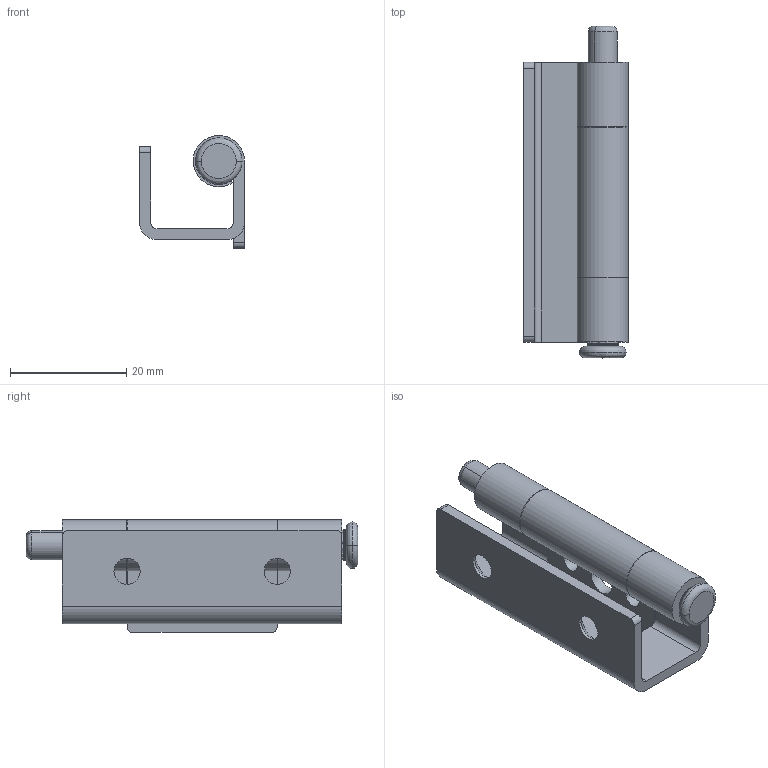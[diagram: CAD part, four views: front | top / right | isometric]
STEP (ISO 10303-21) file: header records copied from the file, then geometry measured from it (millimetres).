
FILE_DESCRIPTION(/* description */ (''),/* implementation_level */ '2;1');
FILE_NAME(/* name */ 'JL237-2',/* time_stamp */ '2024-09-18T10:30:27+08:00',/* author */ (''),/* organization */ (''),/* preprocessor_version */ 'ST-DEVELOPER v19.2',/* originating_system */ 'Rhino 8.5',/* authorisation */ '');
FILE_SCHEMA (('CONFIG_CONTROL_DESIGN'));
Length unit declared in the file: millimetre
Products named in the file (1): Document
Bounding box: 18 x 57 x 19.4 mm (x, y, z)
Volume: 6394.2 mm3; surface area: 7396.4 mm2
Topology: 3 solids, 3 shells, 228 faces, 650 edges, 430 vertices
Faces by surface type: cylinder 190, plane 28, bspline 10
Entity records: 8075 total; most frequent: CARTESIAN_POINT 2440, ORIENTED_EDGE 1300, DIRECTION 930, EDGE_CURVE 650, AXIS2_PLACEMENT_3D 532, VERTEX_POINT 430, TRIMMED_CURVE 396, CIRCLE 396
